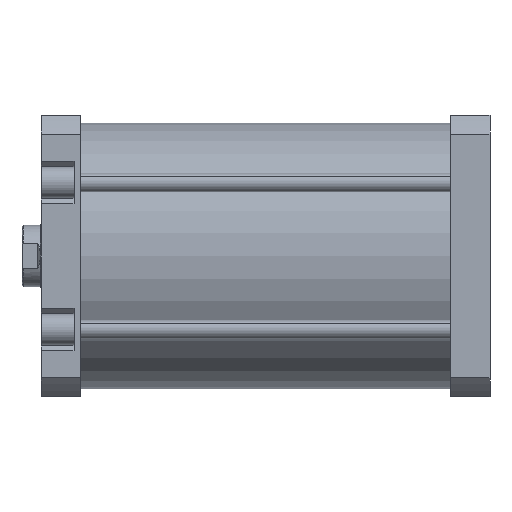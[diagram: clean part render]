
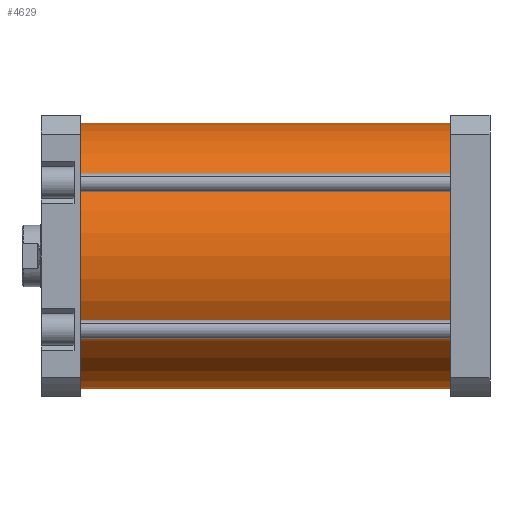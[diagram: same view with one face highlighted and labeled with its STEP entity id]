
A CAD part, front view. The second image highlights one B-rep face of the part: STEP entity #4629.
In plain terms, the highlighted cylindrical face has radius 85 mm (diameter 170 mm), a partial arc.
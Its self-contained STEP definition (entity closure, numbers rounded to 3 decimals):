
#1826 = LINE ( 'NONE', #6727, #1827 ) ;
#1827 = VECTOR ( 'NONE', #6728, 1000. ) ;
#1849 = CIRCLE ( 'NONE', #5899, 85. ) ;
#1901 = CIRCLE ( 'NONE', #5929, 85. ) ;
#1911 = VECTOR ( 'NONE', #6862, 1000. ) ;
#1920 = LINE ( 'NONE', #6855, #1911 ) ;
#2464 = FACE_OUTER_BOUND ( 'NONE', #4060, .T. ) ;
#2504 = CYLINDRICAL_SURFACE ( 'NONE', #5460, 85. ) ;
#3183 = CARTESIAN_POINT ( 'NONE',  ( 0., 0., 237. ) ) ;
#3207 = CARTESIAN_POINT ( 'NONE',  ( -85., 0., 237. ) ) ;
#3369 = VERTEX_POINT ( 'NONE', #3916 ) ;
#3511 = VERTEX_POINT ( 'NONE', #3688 ) ;
#3549 = DIRECTION ( 'NONE',  ( -1., 0., 0. ) ) ;
#3552 = CARTESIAN_POINT ( 'NONE',  ( 85., 0., 237. ) ) ;
#3554 = DIRECTION ( 'NONE',  ( 0., 0., -1. ) ) ;
#3688 = CARTESIAN_POINT ( 'NONE',  ( 85., 0., 0. ) ) ;
#3746 = VERTEX_POINT ( 'NONE', #3207 ) ;
#3905 = VERTEX_POINT ( 'NONE', #3552 ) ;
#3916 = CARTESIAN_POINT ( 'NONE',  ( -85., 0., 0. ) ) ;
#4060 = EDGE_LOOP ( 'NONE', ( #6558, #6470, #6561, #6565 ) ) ;
#4629 = ADVANCED_FACE ( 'NONE', ( #2464 ), #2504, .T. ) ;
#5060 = EDGE_CURVE ( 'NONE', #3746, #3369, #1826, .T. ) ;
#5066 = EDGE_CURVE ( 'NONE', #3746, #3905, #1849, .T. ) ;
#5099 = EDGE_CURVE ( 'NONE', #3369, #3511, #1901, .T. ) ;
#5114 = EDGE_CURVE ( 'NONE', #3905, #3511, #1920, .T. ) ;
#5460 = AXIS2_PLACEMENT_3D ( 'NONE', #3183, #3554, #3549 ) ;
#5899 = AXIS2_PLACEMENT_3D ( 'NONE', #6742, #6743, #6744 ) ;
#5929 = AXIS2_PLACEMENT_3D ( 'NONE', #6819, #6821, #6822 ) ;
#6470 = ORIENTED_EDGE ( 'NONE', *, *, #5066, .F. ) ;
#6558 = ORIENTED_EDGE ( 'NONE', *, *, #5114, .F. ) ;
#6561 = ORIENTED_EDGE ( 'NONE', *, *, #5060, .T. ) ;
#6565 = ORIENTED_EDGE ( 'NONE', *, *, #5099, .T. ) ;
#6727 = CARTESIAN_POINT ( 'NONE',  ( -85., 0., 237. ) ) ;
#6728 = DIRECTION ( 'NONE',  ( 0., 0., -1. ) ) ;
#6742 = CARTESIAN_POINT ( 'NONE',  ( 0., 0., 237. ) ) ;
#6743 = DIRECTION ( 'NONE',  ( 0., 0., 1. ) ) ;
#6744 = DIRECTION ( 'NONE',  ( 1., 0., 0. ) ) ;
#6819 = CARTESIAN_POINT ( 'NONE',  ( 0., 0., 0. ) ) ;
#6821 = DIRECTION ( 'NONE',  ( 0., 0., 1. ) ) ;
#6822 = DIRECTION ( 'NONE',  ( 1., 0., 0. ) ) ;
#6855 = CARTESIAN_POINT ( 'NONE',  ( 85., 0., 237. ) ) ;
#6862 = DIRECTION ( 'NONE',  ( 0., 0., -1. ) ) ;
